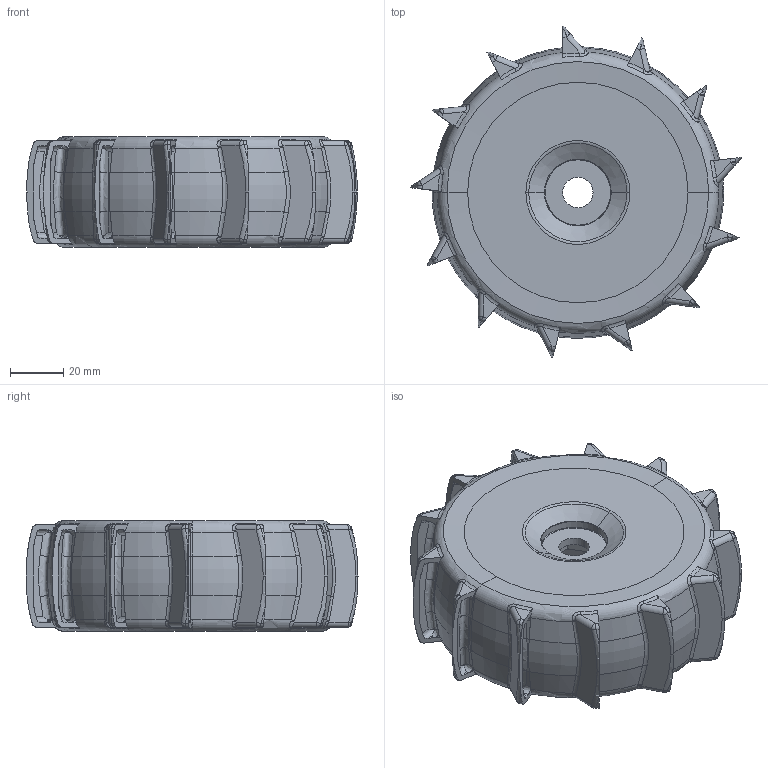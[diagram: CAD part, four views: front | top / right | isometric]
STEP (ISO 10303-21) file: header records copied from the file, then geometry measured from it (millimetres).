
FILE_DESCRIPTION (( 'STEP AP214' ), '1' );
FILE_NAME ('ReelyBuggyWheel_Left.STEP', '2022-04-29T20:36:53', ( '' ), ( '' ), 'SwSTEP 2.0', 'SolidWorks 2021', '' );
FILE_SCHEMA (( 'AUTOMOTIVE_DESIGN' ));
Length unit declared in the file: millimetre
Products named in the file (1): ReelyBuggyWheel_Left
Bounding box: 124.54 x 125.01 x 41.68 mm (x, y, z)
Volume: 215714.7 mm3; surface area: 50459.8 mm2
Topology: 1 solids, 1 shells, 735 faces, 1836 edges, 1107 vertices
Faces by surface type: bspline 208, plane 191, torus 120, sphere 82, cylinder 70, cone 64
Entity records: 36850 total; most frequent: CARTESIAN_POINT 13542, ORIENTED_EDGE 3672, DIRECTION 2496, EDGE_CURVE 1836, AXIS2_PLACEMENT_3D 1119, VERTEX_POINT 1107, B_SPLINE_CURVE_WITH_KNOTS 987, EDGE_LOOP 741
